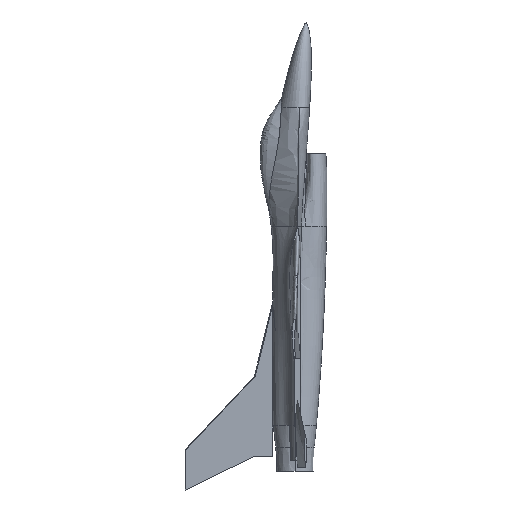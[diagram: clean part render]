
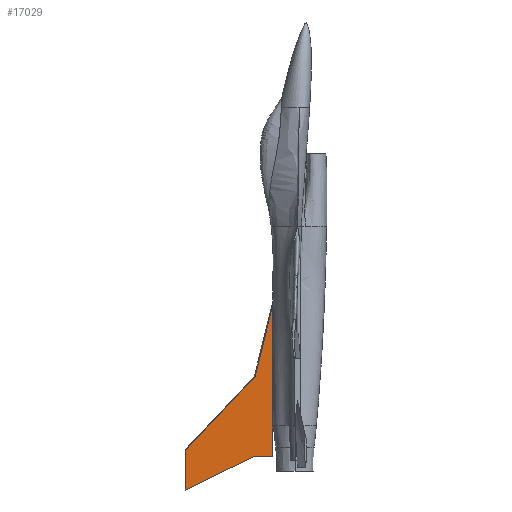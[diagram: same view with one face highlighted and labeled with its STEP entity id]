
A CAD part, left-side view. The second image highlights one B-rep face of the part: STEP entity #17029.
In plain terms, the highlighted planar face has unit normal (-1, 0, 0).
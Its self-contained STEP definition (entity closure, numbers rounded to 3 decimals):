
#315 = EDGE_CURVE ( 'NONE', #25159, #18491, #32729, .T. ) ;
#1487 = EDGE_CURVE ( 'NONE', #25159, #30386, #19835, .T. ) ;
#1849 = DIRECTION ( 'NONE',  ( 0., 1., 0. ) ) ;
#2198 = CARTESIAN_POINT ( 'NONE',  ( -1.5, 180.554, -638.336 ) ) ;
#2912 = ORIENTED_EDGE ( 'NONE', *, *, #13731, .F. ) ;
#3001 = FACE_OUTER_BOUND ( 'NONE', #28246, .T. ) ;
#3646 = VERTEX_POINT ( 'NONE', #28073 ) ;
#3860 = VECTOR ( 'NONE', #29693, 1000. ) ;
#4369 = CARTESIAN_POINT ( 'NONE',  ( -1.5, 49.876, -422.512 ) ) ;
#4461 = CARTESIAN_POINT ( 'NONE',  ( -1.5, 49.912, -580.503 ) ) ;
#4596 = CARTESIAN_POINT ( 'NONE',  ( -1.5, 49.873, -578.857 ) ) ;
#5027 = CARTESIAN_POINT ( 'NONE',  ( -1.5, 77.197, -648.305 ) ) ;
#6601 = DIRECTION ( 'NONE',  ( 0., 0.686, -0.728 ) ) ;
#6622 = CARTESIAN_POINT ( 'NONE',  ( -1.5, 180.554, -639.794 ) ) ;
#7421 = CARTESIAN_POINT ( 'NONE',  ( -1.5, 49.876, -422.512 ) ) ;
#7643 = LINE ( 'NONE', #29984, #25054 ) ;
#7709 = VERTEX_POINT ( 'NONE', #6622 ) ;
#7966 = ORIENTED_EDGE ( 'NONE', *, *, #14079, .F. ) ;
#8431 = CARTESIAN_POINT ( 'NONE',  ( -1.5, 76.227, -528.925 ) ) ;
#8683 = CARTESIAN_POINT ( 'NONE',  ( -1.5, 49.912, -648.305 ) ) ;
#8742 = VERTEX_POINT ( 'NONE', #5027 ) ;
#9160 = VERTEX_POINT ( 'NONE', #27086 ) ;
#9230 = ORIENTED_EDGE ( 'NONE', *, *, #16719, .F. ) ;
#9721 = CARTESIAN_POINT ( 'NONE',  ( -1.5, 49.876, -564.046 ) ) ;
#10057 = CARTESIAN_POINT ( 'NONE',  ( -1.5, 49.876, -475.176 ) ) ;
#12554 = CARTESIAN_POINT ( 'NONE',  ( -1.5, 49.871, -577.212 ) ) ;
#12671 = CARTESIAN_POINT ( 'NONE',  ( -1.5, 49.87, -580.503 ) ) ;
#12782 = CARTESIAN_POINT ( 'NONE',  ( -1.5, 49.875, -554.171 ) ) ;
#13705 = CARTESIAN_POINT ( 'NONE',  ( -1.5, 49.87, -580.503 ) ) ;
#13731 = EDGE_CURVE ( 'NONE', #30386, #3646, #33966, .T. ) ;
#14079 = EDGE_CURVE ( 'NONE', #9160, #8742, #30568, .T. ) ;
#14219 = ORIENTED_EDGE ( 'NONE', *, *, #1487, .F. ) ;
#14221 = EDGE_CURVE ( 'NONE', #25351, #7709, #34789, .T. ) ;
#14379 = DIRECTION ( 'NONE',  ( 0., 0., -1. ) ) ;
#15167 = DIRECTION ( 'NONE',  ( 0., 0., 1. ) ) ;
#16068 = DIRECTION ( 'NONE',  ( 0., 0., 1. ) ) ;
#16119 = LINE ( 'NONE', #30784, #22950 ) ;
#16719 = EDGE_CURVE ( 'NONE', #8742, #25351, #7643, .T. ) ;
#17029 = ADVANCED_FACE ( 'NONE', ( #3001 ), #31291, .T. ) ;
#17908 = CARTESIAN_POINT ( 'NONE',  ( -1.5, 49.878, -527.84 ) ) ;
#18491 = VERTEX_POINT ( 'NONE', #29237 ) ;
#18674 = VECTOR ( 'NONE', #1849, 1000. ) ;
#18795 = CARTESIAN_POINT ( 'NONE',  ( -1.5, 77.197, -648.305 ) ) ;
#19835 = B_SPLINE_CURVE_WITH_KNOTS ( 'NONE', 3,
 ( #4369, #31634, #10057, #34251, #17908, #20853, #12782, #9721, #23457, #20741, #25959, #12554, #4596, #12671 ),
 .UNSPECIFIED., .F., .F.,
 ( 4, 2, 2, 2, 2, 2, 4 ),
 ( 0.004, 0.083, 0.123, 0.142, 0.152, 0.157, 0.162 ),
 .UNSPECIFIED. ) ;
#20361 = EDGE_CURVE ( 'NONE', #18491, #7709, #16119, .T. ) ;
#20511 = CARTESIAN_POINT ( 'NONE',  ( -1.5, 0., 0. ) ) ;
#20741 = CARTESIAN_POINT ( 'NONE',  ( -1.5, 49.874, -572.274 ) ) ;
#20853 = CARTESIAN_POINT ( 'NONE',  ( -1.5, 49.876, -547.588 ) ) ;
#21879 = VECTOR ( 'NONE', #14379, 1000. ) ;
#22950 = VECTOR ( 'NONE', #6601, 1000. ) ;
#23340 = DIRECTION ( 'NONE',  ( -1., 0., 0. ) ) ;
#23457 = CARTESIAN_POINT ( 'NONE',  ( -1.5, 49.876, -567.337 ) ) ;
#23694 = EDGE_CURVE ( 'NONE', #3646, #9160, #31203, .T. ) ;
#24468 = ORIENTED_EDGE ( 'NONE', *, *, #14221, .F. ) ;
#25054 = VECTOR ( 'NONE', #25251, 1000. ) ;
#25159 = VERTEX_POINT ( 'NONE', #7421 ) ;
#25251 = DIRECTION ( 'NONE',  ( 0., 0.899, -0.438 ) ) ;
#25351 = VERTEX_POINT ( 'NONE', #31844 ) ;
#25535 = VECTOR ( 'NONE', #30368, 1000. ) ;
#25959 = CARTESIAN_POINT ( 'NONE',  ( -1.5, 49.873, -573.92 ) ) ;
#27086 = CARTESIAN_POINT ( 'NONE',  ( -1.5, 49.912, -648.305 ) ) ;
#28073 = CARTESIAN_POINT ( 'NONE',  ( -1.5, 49.912, -580.503 ) ) ;
#28246 = EDGE_LOOP ( 'NONE', ( #14219, #28647, #31714, #24468, #9230, #7966, #28275, #2912 ) ) ;
#28275 = ORIENTED_EDGE ( 'NONE', *, *, #23694, .F. ) ;
#28647 = ORIENTED_EDGE ( 'NONE', *, *, #315, .T. ) ;
#29237 = CARTESIAN_POINT ( 'NONE',  ( -1.5, 76.29, -529.179 ) ) ;
#29693 = DIRECTION ( 'NONE',  ( 0., 1., 0. ) ) ;
#29984 = CARTESIAN_POINT ( 'NONE',  ( -1.5, 180.554, -698.671 ) ) ;
#30368 = DIRECTION ( 'NONE',  ( 0., 0.24, -0.971 ) ) ;
#30386 = VERTEX_POINT ( 'NONE', #13705 ) ;
#30568 = LINE ( 'NONE', #18795, #3860 ) ;
#30784 = CARTESIAN_POINT ( 'NONE',  ( -1.5, 179.826, -639.022 ) ) ;
#31203 = LINE ( 'NONE', #8683, #21879 ) ;
#31291 = PLANE ( 'NONE',  #32084 ) ;
#31634 = CARTESIAN_POINT ( 'NONE',  ( -1.5, 49.874, -448.844 ) ) ;
#31714 = ORIENTED_EDGE ( 'NONE', *, *, #20361, .T. ) ;
#31844 = CARTESIAN_POINT ( 'NONE',  ( -1.5, 180.554, -698.671 ) ) ;
#32084 = AXIS2_PLACEMENT_3D ( 'NONE', #20511, #23340, #15167 ) ;
#32729 = LINE ( 'NONE', #8431, #25535 ) ;
#33124 = VECTOR ( 'NONE', #16068, 1000. ) ;
#33966 = LINE ( 'NONE', #4461, #18674 ) ;
#34251 = CARTESIAN_POINT ( 'NONE',  ( -1.5, 49.877, -514.674 ) ) ;
#34789 = LINE ( 'NONE', #2198, #33124 ) ;
